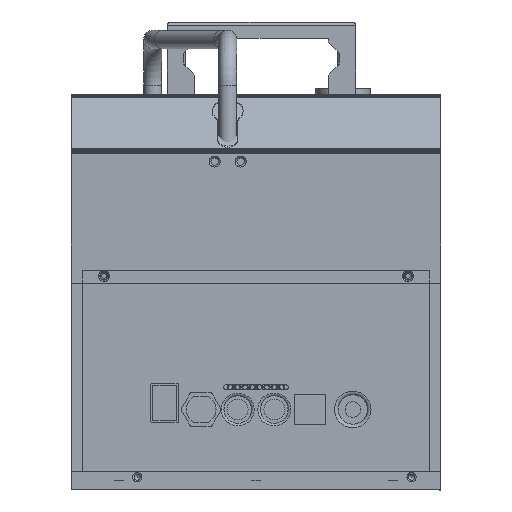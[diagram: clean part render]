
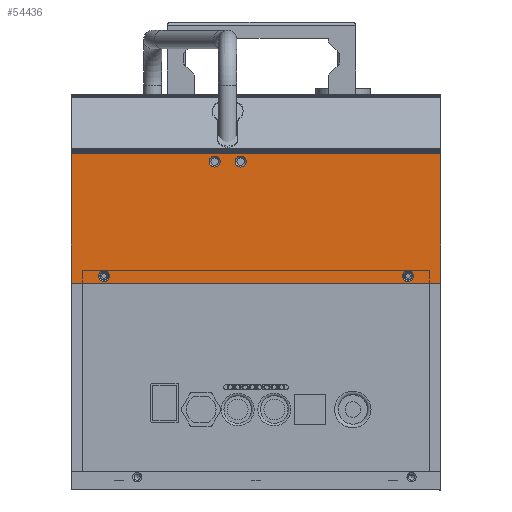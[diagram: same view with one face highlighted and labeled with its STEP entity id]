
A CAD part, left-side view. The second image highlights one B-rep face of the part: STEP entity #54436.
In plain terms, the highlighted planar face has unit normal (-1, 0, 0).
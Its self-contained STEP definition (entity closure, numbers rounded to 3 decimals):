
#1025=PLANE('',#51679);
#2448=CIRCLE('',#51680,3.);
#2449=CIRCLE('',#51681,3.);
#2450=CIRCLE('',#51682,3.);
#2451=CIRCLE('',#51683,3.);
#9006=ORIENTED_EDGE('',*,*,#21143,.F.);
#9007=ORIENTED_EDGE('',*,*,#21144,.F.);
#9008=ORIENTED_EDGE('',*,*,#21145,.F.);
#9009=ORIENTED_EDGE('',*,*,#21146,.F.);
#9010=ORIENTED_EDGE('',*,*,#21147,.F.);
#9011=ORIENTED_EDGE('',*,*,#21148,.F.);
#9012=ORIENTED_EDGE('',*,*,#21149,.F.);
#9013=ORIENTED_EDGE('',*,*,#21150,.F.);
#12426=VECTOR('',#34215,1.);
#12427=VECTOR('',#34216,1.);
#12428=VECTOR('',#34217,1.);
#12429=VECTOR('',#34218,1.);
#14694=LINE('',#43153,#12426);
#14695=LINE('',#43155,#12427);
#14696=LINE('',#43157,#12428);
#14697=LINE('',#43158,#12429);
#17396=VERTEX_POINT('',#43151);
#17397=VERTEX_POINT('',#43152);
#17398=VERTEX_POINT('',#43154);
#17399=VERTEX_POINT('',#43156);
#17400=VERTEX_POINT('',#43159);
#17401=VERTEX_POINT('',#43161);
#17402=VERTEX_POINT('',#43163);
#17403=VERTEX_POINT('',#43165);
#21143=EDGE_CURVE('',#17396,#17397,#14694,.T.);
#21144=EDGE_CURVE('',#17398,#17396,#14695,.T.);
#21145=EDGE_CURVE('',#17399,#17398,#14696,.T.);
#21146=EDGE_CURVE('',#17397,#17399,#14697,.T.);
#21147=EDGE_CURVE('',#17400,#17400,#2448,.T.);
#21148=EDGE_CURVE('',#17401,#17401,#2449,.T.);
#21149=EDGE_CURVE('',#17402,#17402,#2450,.T.);
#21150=EDGE_CURVE('',#17403,#17403,#2451,.T.);
#23957=EDGE_LOOP('',(#9006,#9007,#9008,#9009));
#23958=EDGE_LOOP('',(#9010));
#23959=EDGE_LOOP('',(#9011));
#23960=EDGE_LOOP('',(#9012));
#23961=EDGE_LOOP('',(#9013));
#26547=FACE_BOUND('',#23957,.T.);
#26548=FACE_BOUND('',#23958,.T.);
#26549=FACE_BOUND('',#23959,.T.);
#26550=FACE_BOUND('',#23960,.T.);
#26551=FACE_BOUND('',#23961,.T.);
#34213=DIRECTION('',(-1.,0.,0.));
#34214=DIRECTION('',(0.,1.,0.));
#34215=DIRECTION('',(0.,0.,70.964));
#34216=DIRECTION('',(0.,202.,0.));
#34217=DIRECTION('',(0.,0.,-70.964));
#34218=DIRECTION('',(0.,-202.,0.));
#34219=DIRECTION('',(-1.,0.,0.));
#34220=DIRECTION('',(0.,-3.,0.));
#34221=DIRECTION('',(-1.,0.,0.));
#34222=DIRECTION('',(0.,-3.,0.));
#34223=DIRECTION('',(-1.,0.,0.));
#34224=DIRECTION('',(0.,-3.,0.));
#34225=DIRECTION('',(-1.,0.,0.));
#34226=DIRECTION('',(0.,-3.,0.));
#43150=CARTESIAN_POINT('',(0.003,202.,183.964));
#43151=CARTESIAN_POINT('',(0.003,202.,113.));
#43152=CARTESIAN_POINT('',(0.003,202.,183.964));
#43153=CARTESIAN_POINT('',(0.003,202.,113.));
#43154=CARTESIAN_POINT('',(0.003,0.,113.));
#43155=CARTESIAN_POINT('',(0.003,0.,113.));
#43156=CARTESIAN_POINT('',(0.003,0.,183.964));
#43157=CARTESIAN_POINT('',(0.003,0.,183.964));
#43158=CARTESIAN_POINT('',(0.003,202.,183.964));
#43159=CARTESIAN_POINT('',(0.003,15.,117.));
#43160=CARTESIAN_POINT('',(0.003,18.,117.));
#43161=CARTESIAN_POINT('',(0.003,181.,117.));
#43162=CARTESIAN_POINT('',(0.003,184.,117.));
#43163=CARTESIAN_POINT('',(0.003,106.4,179.5));
#43164=CARTESIAN_POINT('',(0.003,109.4,179.5));
#43165=CARTESIAN_POINT('',(0.003,120.6,179.5));
#43166=CARTESIAN_POINT('',(0.003,123.6,179.5));
#51679=AXIS2_PLACEMENT_3D('',#43150,#34213,#34214);
#51680=AXIS2_PLACEMENT_3D('',#43160,#34219,#34220);
#51681=AXIS2_PLACEMENT_3D('',#43162,#34221,#34222);
#51682=AXIS2_PLACEMENT_3D('',#43164,#34223,#34224);
#51683=AXIS2_PLACEMENT_3D('',#43166,#34225,#34226);
#54436=ADVANCED_FACE('',(#26547,#26548,#26549,#26550,#26551),#1025,.T.);
